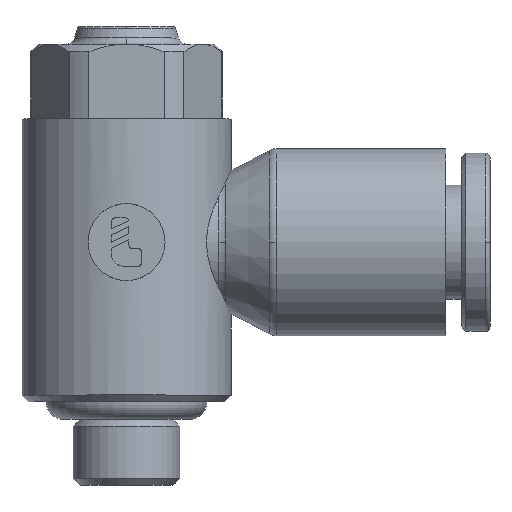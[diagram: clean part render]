
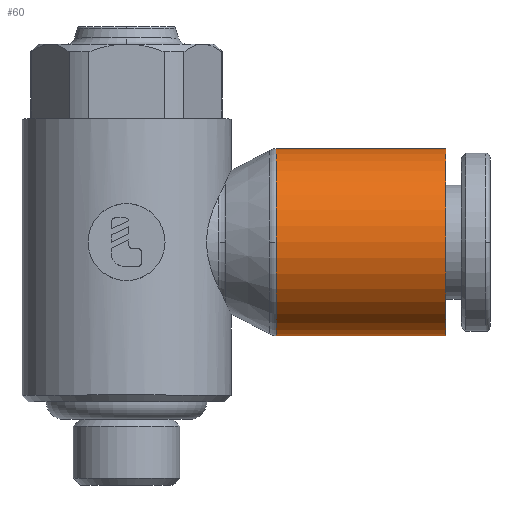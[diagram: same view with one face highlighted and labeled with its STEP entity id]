
A CAD part, top view. The second image highlights one B-rep face of the part: STEP entity #60.
In plain terms, the highlighted cylindrical face has radius 4.25 mm (diameter 8.5 mm), a partial arc.
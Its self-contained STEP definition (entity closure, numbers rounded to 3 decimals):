
#60=ADVANCED_FACE('',(#176),#177,.T.);
#176=FACE_OUTER_BOUND('',#389,.T.);
#177=CYLINDRICAL_SURFACE('',#390,4.25);
#389=EDGE_LOOP('',(#683,#684,#685,#686,#687));
#390=AXIS2_PLACEMENT_3D('',#688,#689,#690);
#683=ORIENTED_EDGE('',*,*,#1439,.F.);
#684=ORIENTED_EDGE('',*,*,#1440,.T.);
#685=ORIENTED_EDGE('',*,*,#1441,.T.);
#686=ORIENTED_EDGE('',*,*,#1442,.F.);
#687=ORIENTED_EDGE('',*,*,#1443,.F.);
#688=CARTESIAN_POINT('',(10.65,7.25,0.0));
#689=DIRECTION('',(1.0,0.0,0.0));
#690=DIRECTION('',(0.0,1.0,0.0));
#1439=EDGE_CURVE('',#1740,#1741,#1742,.T.);
#1440=EDGE_CURVE('',#1740,#1743,#1744,.T.);
#1441=EDGE_CURVE('',#1743,#1745,#1746,.T.);
#1442=EDGE_CURVE('',#1747,#1745,#1748,.T.);
#1443=EDGE_CURVE('',#1741,#1747,#1749,.T.);
#1740=VERTEX_POINT('',#2251);
#1741=VERTEX_POINT('',#2252);
#1742=LINE('',#2253,#2254);
#1743=VERTEX_POINT('',#2255);
#1744=CIRCLE('',#2256,4.25);
#1745=VERTEX_POINT('',#2257);
#1746=CIRCLE('',#2258,4.25);
#1747=VERTEX_POINT('',#2259);
#1748=LINE('',#2260,#2261);
#1749=CIRCLE('',#2262,4.25);
#2251=CARTESIAN_POINT('',(6.8,11.5,0.0));
#2252=CARTESIAN_POINT('',(14.5,11.5,0.0));
#2253=CARTESIAN_POINT('',(10.65,11.5,0.));
#2254=VECTOR('',#3021,1.0);
#2255=CARTESIAN_POINT('',(6.8,7.25,4.25));
#2256=AXIS2_PLACEMENT_3D('',#3022,#3023,#3024);
#2257=CARTESIAN_POINT('',(6.8,3.0,0.));
#2258=AXIS2_PLACEMENT_3D('',#3025,#3026,#3027);
#2259=CARTESIAN_POINT('',(14.5,3.0,0.));
#2260=CARTESIAN_POINT('',(10.65,3.0,0.));
#2261=VECTOR('',#3028,1.0);
#2262=AXIS2_PLACEMENT_3D('',#3029,#3030,#3031);
#3021=DIRECTION('',(1.0,0.0,0.0));
#3022=CARTESIAN_POINT('',(6.8,7.25,0.0));
#3023=DIRECTION('',(1.0,0.0,0.0));
#3024=DIRECTION('',(0.0,1.0,0.0));
#3025=CARTESIAN_POINT('',(6.8,7.25,0.0));
#3026=DIRECTION('',(1.0,0.0,0.0));
#3027=DIRECTION('',(0.0,1.0,0.0));
#3028=DIRECTION('',(-1.0,-0.0,-0.0));
#3029=CARTESIAN_POINT('',(14.5,7.25,0.0));
#3030=DIRECTION('',(1.0,0.0,0.0));
#3031=DIRECTION('',(0.0,1.0,0.0));
